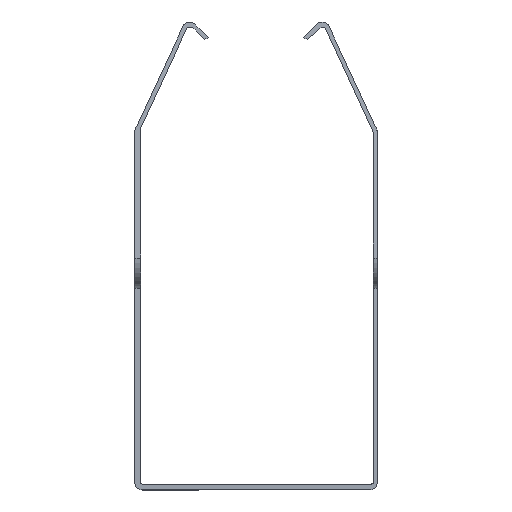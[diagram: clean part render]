
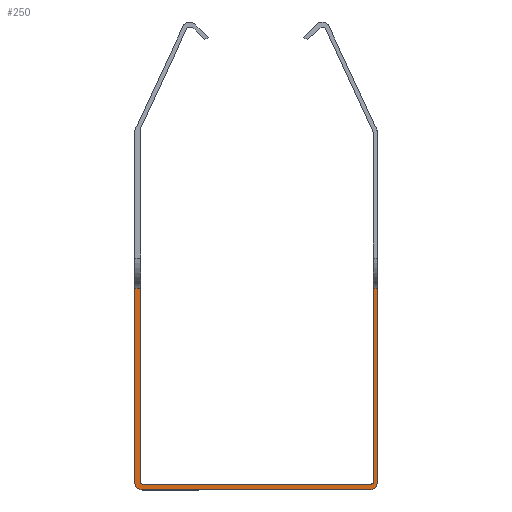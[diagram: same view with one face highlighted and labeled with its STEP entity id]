
A CAD part, top view. The second image highlights one B-rep face of the part: STEP entity #250.
In plain terms, the highlighted planar face has unit normal (0, 0, 1).
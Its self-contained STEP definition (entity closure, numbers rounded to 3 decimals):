
#125=CARTESIAN_POINT('',(50.101,0.,0.646));
#126=DIRECTION('',(0.0,0.0,-1.0));
#127=DIRECTION('',(-1.0,0.0,0.0));
#128=AXIS2_PLACEMENT_3D('',#125,#126,#127);
#129=PLANE('',#128);
#130=CARTESIAN_POINT('',(20.25,38.882,0.646));
#131=VERTEX_POINT('',#130);
#132=CARTESIAN_POINT('',(20.25,1.297,0.646));
#133=VERTEX_POINT('',#132);
#134=CARTESIAN_POINT('',(20.25,38.882,0.646));
#135=DIRECTION('',(0.0,-1.0,0.0));
#136=VECTOR('',#135,37.585);
#137=LINE('',#134,#136);
#138=EDGE_CURVE('',#131,#133,#137,.T.);
#139=ORIENTED_EDGE('',*,*,#138,.F.);
#140=CARTESIAN_POINT('',(19.603,38.882,0.646));
#141=VERTEX_POINT('',#140);
#142=CARTESIAN_POINT('',(20.25,38.882,0.646));
#143=DIRECTION('',(-1.0,0.0,0.0));
#144=VECTOR('',#143,0.647);
#145=LINE('',#142,#144);
#146=EDGE_CURVE('',#131,#141,#145,.T.);
#147=ORIENTED_EDGE('',*,*,#146,.T.);
#148=CARTESIAN_POINT('',(19.603,1.297,0.646));
#149=VERTEX_POINT('',#148);
#150=CARTESIAN_POINT('',(19.603,1.297,0.646));
#151=DIRECTION('',(0.0,1.0,0.0));
#152=VECTOR('',#151,37.585);
#153=LINE('',#150,#152);
#154=EDGE_CURVE('',#149,#141,#153,.T.);
#155=ORIENTED_EDGE('',*,*,#154,.F.);
#156=CARTESIAN_POINT('',(19.359,1.002,0.646));
#157=VERTEX_POINT('',#156);
#158=CARTESIAN_POINT('',(19.322,1.281,0.646));
#159=DIRECTION('',(0.0,0.0,1.0));
#160=DIRECTION('',(0.772,-0.636,0.0));
#161=AXIS2_PLACEMENT_3D('',#158,#159,#160);
#162=CIRCLE('',#161,0.282);
#163=EDGE_CURVE('',#157,#149,#162,.T.);
#164=ORIENTED_EDGE('',*,*,#163,.F.);
#165=CARTESIAN_POINT('',(18.954,0.972,0.646));
#166=VERTEX_POINT('',#165);
#167=CARTESIAN_POINT('',(18.954,3.777,0.646));
#168=DIRECTION('',(0.0,0.0,1.0));
#169=DIRECTION('',(0.073,-0.997,0.0));
#170=AXIS2_PLACEMENT_3D('',#167,#168,#169);
#171=CIRCLE('',#170,2.805);
#172=EDGE_CURVE('',#166,#157,#171,.T.);
#173=ORIENTED_EDGE('',*,*,#172,.F.);
#174=CARTESIAN_POINT('',(-18.629,0.972,0.646));
#175=VERTEX_POINT('',#174);
#176=CARTESIAN_POINT('',(-18.629,0.972,0.646));
#177=DIRECTION('',(1.0,0.0,0.0));
#178=VECTOR('',#177,37.583);
#179=LINE('',#176,#178);
#180=EDGE_CURVE('',#175,#166,#179,.T.);
#181=ORIENTED_EDGE('',*,*,#180,.F.);
#182=CARTESIAN_POINT('',(-19.035,1.002,0.646));
#183=VERTEX_POINT('',#182);
#184=CARTESIAN_POINT('',(-18.629,3.777,0.646));
#185=DIRECTION('',(0.0,0.0,1.0));
#186=DIRECTION('',(-0.072,-0.997,0.0));
#187=AXIS2_PLACEMENT_3D('',#184,#185,#186);
#188=CIRCLE('',#187,2.805);
#189=EDGE_CURVE('',#183,#175,#188,.T.);
#190=ORIENTED_EDGE('',*,*,#189,.F.);
#191=CARTESIAN_POINT('',(-19.278,1.265,0.646));
#192=VERTEX_POINT('',#191);
#193=CARTESIAN_POINT('',(-18.997,1.281,0.646));
#194=DIRECTION('',(0.0,0.0,1.0));
#195=DIRECTION('',(-0.734,-0.679,0.0));
#196=AXIS2_PLACEMENT_3D('',#193,#194,#195);
#197=CIRCLE('',#196,0.282);
#198=EDGE_CURVE('',#192,#183,#197,.T.);
#199=ORIENTED_EDGE('',*,*,#198,.F.);
#200=CARTESIAN_POINT('',(-19.278,38.882,0.646));
#201=VERTEX_POINT('',#200);
#202=CARTESIAN_POINT('',(-19.278,38.882,0.646));
#203=DIRECTION('',(0.0,-1.0,0.0));
#204=VECTOR('',#203,37.618);
#205=LINE('',#202,#204);
#206=EDGE_CURVE('',#201,#192,#205,.T.);
#207=ORIENTED_EDGE('',*,*,#206,.F.);
#208=CARTESIAN_POINT('',(-20.25,38.882,0.646));
#209=VERTEX_POINT('',#208);
#210=CARTESIAN_POINT('',(-19.278,38.882,0.646));
#211=DIRECTION('',(-1.0,0.0,0.0));
#212=VECTOR('',#211,0.972);
#213=LINE('',#210,#212);
#214=EDGE_CURVE('',#201,#209,#213,.T.);
#215=ORIENTED_EDGE('',*,*,#214,.T.);
#216=CARTESIAN_POINT('',(-20.25,1.297,0.646));
#217=VERTEX_POINT('',#216);
#218=CARTESIAN_POINT('',(-20.25,1.297,0.646));
#219=DIRECTION('',(0.0,1.0,0.0));
#220=VECTOR('',#219,37.585);
#221=LINE('',#218,#220);
#222=EDGE_CURVE('',#217,#209,#221,.T.);
#223=ORIENTED_EDGE('',*,*,#222,.F.);
#224=CARTESIAN_POINT('',(-18.954,0.,0.646));
#225=VERTEX_POINT('',#224);
#226=CARTESIAN_POINT('',(-18.859,1.391,0.646));
#227=DIRECTION('',(0.0,0.0,-1.0));
#228=DIRECTION('',(-0.707,-0.707,0.0));
#229=AXIS2_PLACEMENT_3D('',#226,#227,#228);
#230=CIRCLE('',#229,1.394);
#231=EDGE_CURVE('',#225,#217,#230,.T.);
#232=ORIENTED_EDGE('',*,*,#231,.F.);
#233=CARTESIAN_POINT('',(18.954,0.,0.646));
#234=VERTEX_POINT('',#233);
#235=CARTESIAN_POINT('',(18.954,0.,0.646));
#236=DIRECTION('',(-1.0,0.0,0.0));
#237=VECTOR('',#236,37.908);
#238=LINE('',#235,#237);
#239=EDGE_CURVE('',#234,#225,#238,.T.);
#240=ORIENTED_EDGE('',*,*,#239,.F.);
#241=CARTESIAN_POINT('',(18.86,1.39,0.646));
#242=DIRECTION('',(0.0,0.0,-1.0));
#243=DIRECTION('',(0.707,-0.707,0.0));
#244=AXIS2_PLACEMENT_3D('',#241,#242,#243);
#245=CIRCLE('',#244,1.393);
#246=EDGE_CURVE('',#133,#234,#245,.T.);
#247=ORIENTED_EDGE('',*,*,#246,.F.);
#248=EDGE_LOOP('',(#139,#147,#155,#164,#173,#181,#190,#199,#207,#215,#223,#232,#240,#247));
#249=FACE_OUTER_BOUND('',#248,.T.);
#250=ADVANCED_FACE('',(#249),#129,.F.);
